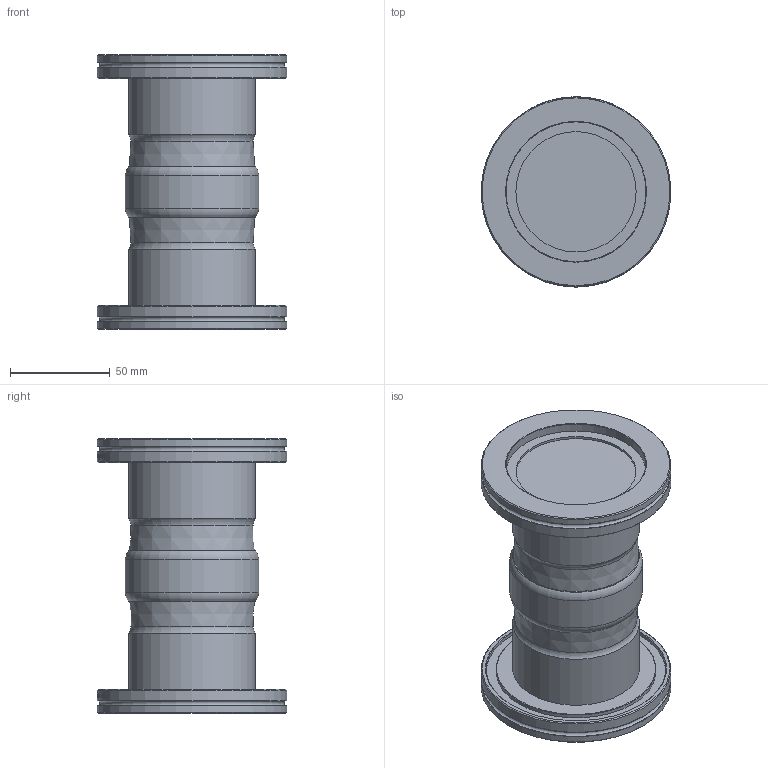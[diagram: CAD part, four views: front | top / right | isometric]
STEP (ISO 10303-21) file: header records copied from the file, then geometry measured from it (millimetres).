
FILE_DESCRIPTION(/* description */ ('Alibre Inc.'),/* implementation_level */ '2;1');
FILE_NAME(/* name */ 'export-9212CDAD-02BC-431C-ABEE-BC9DED13BB48',/* time_stamp */ '2023-05-02T15:50:33-07:00',/* author */ (''),/* organization */ (''),/* preprocessor_version */ 'ST-DEVELOPER v17',/* originating_system */ 'Alibre',/* authorisation */ '');
FILE_SCHEMA (('CONFIG_CONTROL_DESIGN'));
Length unit declared in the file: inch
Bounding box: 95 x 95 x 137.27 mm (x, y, z)
Volume: 481598.1 mm3; surface area: 57334.1 mm2
Topology: 1 solids, 1 shells, 783 faces, 2123 edges, 1412 vertices
Faces by surface type: bspline 456, plane 236, cylinder 71, cone 12, torus 8
Full cylindrical faces by diameter (mm): 60.198 x2, 63.5 x2, 66.675 x1, 70 x2, 80 x2, 90 x2, 95 x4
Entity records: 32600 total; most frequent: CARTESIAN_POINT 16156, ORIENTED_EDGE 4156, EDGE_CURVE 2078, DIRECTION 1832, VERTEX_POINT 1402, B_SPLINE_CURVE_WITH_KNOTS 916, EDGE_LOOP 888, FACE_BOUND 888
